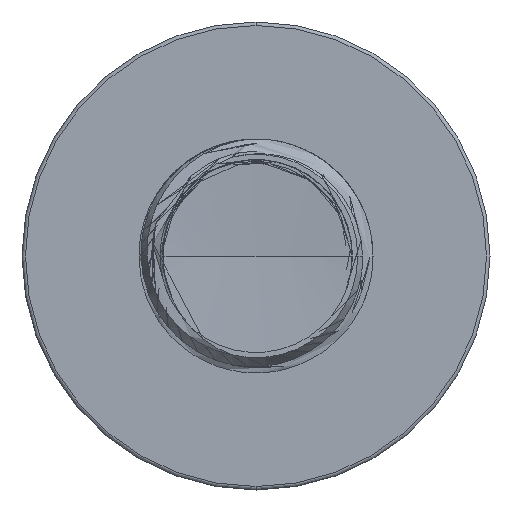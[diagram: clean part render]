
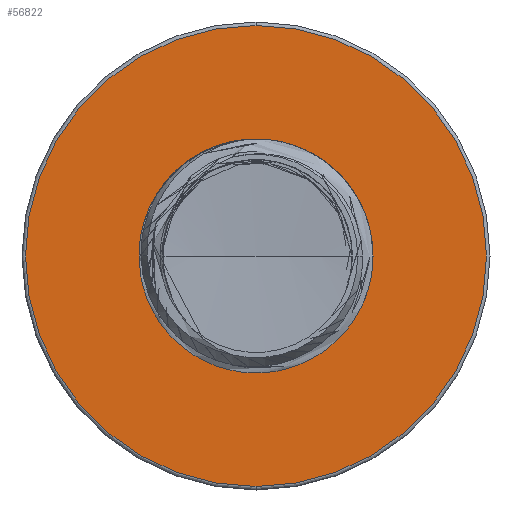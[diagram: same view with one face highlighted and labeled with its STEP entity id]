
A CAD part, front view. The second image highlights one B-rep face of the part: STEP entity #56822.
In plain terms, the highlighted planar face has unit normal (0, -1, 0).
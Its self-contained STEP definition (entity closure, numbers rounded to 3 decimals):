
#1219 = DIRECTION ( 'NONE',  ( 0., -1., 0. ) ) ;
#3012 = ORIENTED_EDGE ( 'NONE', *, *, #22431, .T. ) ;
#6431 = AXIS2_PLACEMENT_3D ( 'NONE', #11556, #43755, #16174 ) ;
#7398 = DIRECTION ( 'NONE',  ( 0., -1., 0. ) ) ;
#7806 = PLANE ( 'NONE',  #50144 ) ;
#8433 = FACE_OUTER_BOUND ( 'NONE', #17788, .T. ) ;
#10958 = AXIS2_PLACEMENT_3D ( 'NONE', #28779, #1219, #33391 ) ;
#11556 = CARTESIAN_POINT ( 'NONE',  ( 0., 50., 0. ) ) ;
#11624 = CIRCLE ( 'NONE', #44948, 2.923 ) ;
#12018 = CARTESIAN_POINT ( 'NONE',  ( 0., 50., 2.923 ) ) ;
#12422 = DIRECTION ( 'NONE',  ( 0., 0., -1. ) ) ;
#16174 = DIRECTION ( 'NONE',  ( 0., 0., -1. ) ) ;
#16382 = CARTESIAN_POINT ( 'NONE',  ( 0., 50., -2.923 ) ) ;
#17773 = FACE_BOUND ( 'NONE', #26716, .T. ) ;
#17788 = EDGE_LOOP ( 'NONE', ( #49682, #3012 ) ) ;
#19052 = ORIENTED_EDGE ( 'NONE', *, *, #40578, .F. ) ;
#21624 = VERTEX_POINT ( 'NONE', #29121 ) ;
#22431 = EDGE_CURVE ( 'NONE', #32871, #21624, #57563, .T. ) ;
#25931 = CARTESIAN_POINT ( 'NONE',  ( 0., 50., 0. ) ) ;
#26716 = EDGE_LOOP ( 'NONE', ( #32815, #19052 ) ) ;
#28779 = CARTESIAN_POINT ( 'NONE',  ( 0., 50., 0. ) ) ;
#29121 = CARTESIAN_POINT ( 'NONE',  ( 0., 50., -5.91 ) ) ;
#29205 = CARTESIAN_POINT ( 'NONE',  ( 0., 50., 2.923 ) ) ;
#30247 = CARTESIAN_POINT ( 'NONE',  ( 0., 50., 5.91 ) ) ;
#30577 = DIRECTION ( 'NONE',  ( 0., 0., -1. ) ) ;
#32815 = ORIENTED_EDGE ( 'NONE', *, *, #40220, .F. ) ;
#32844 = VERTEX_POINT ( 'NONE', #16382 ) ;
#32871 = VERTEX_POINT ( 'NONE', #30247 ) ;
#33391 = DIRECTION ( 'NONE',  ( 0., 0., -1. ) ) ;
#34921 = CARTESIAN_POINT ( 'NONE',  ( 0., 50., 0. ) ) ;
#39579 = DIRECTION ( 'NONE',  ( 0., 0., -1. ) ) ;
#39981 = DIRECTION ( 'NONE',  ( 0., -1., 0. ) ) ;
#40220 = EDGE_CURVE ( 'NONE', #32844, #52184, #49823, .T. ) ;
#40578 = EDGE_CURVE ( 'NONE', #52184, #32844, #11624, .T. ) ;
#42263 = CIRCLE ( 'NONE', #54381, 5.91 ) ;
#43755 = DIRECTION ( 'NONE',  ( 0., -1., 0. ) ) ;
#44948 = AXIS2_PLACEMENT_3D ( 'NONE', #25931, #58146, #30577 ) ;
#49682 = ORIENTED_EDGE ( 'NONE', *, *, #56756, .T. ) ;
#49823 = CIRCLE ( 'NONE', #10958, 2.923 ) ;
#50144 = AXIS2_PLACEMENT_3D ( 'NONE', #12018, #39981, #12422 ) ;
#52184 = VERTEX_POINT ( 'NONE', #29205 ) ;
#54381 = AXIS2_PLACEMENT_3D ( 'NONE', #34921, #7398, #39579 ) ;
#56756 = EDGE_CURVE ( 'NONE', #21624, #32871, #42263, .T. ) ;
#56822 = ADVANCED_FACE ( 'NONE', ( #8433, #17773 ), #7806, .T. ) ;
#57563 = CIRCLE ( 'NONE', #6431, 5.91 ) ;
#58146 = DIRECTION ( 'NONE',  ( 0., -1., 0. ) ) ;
